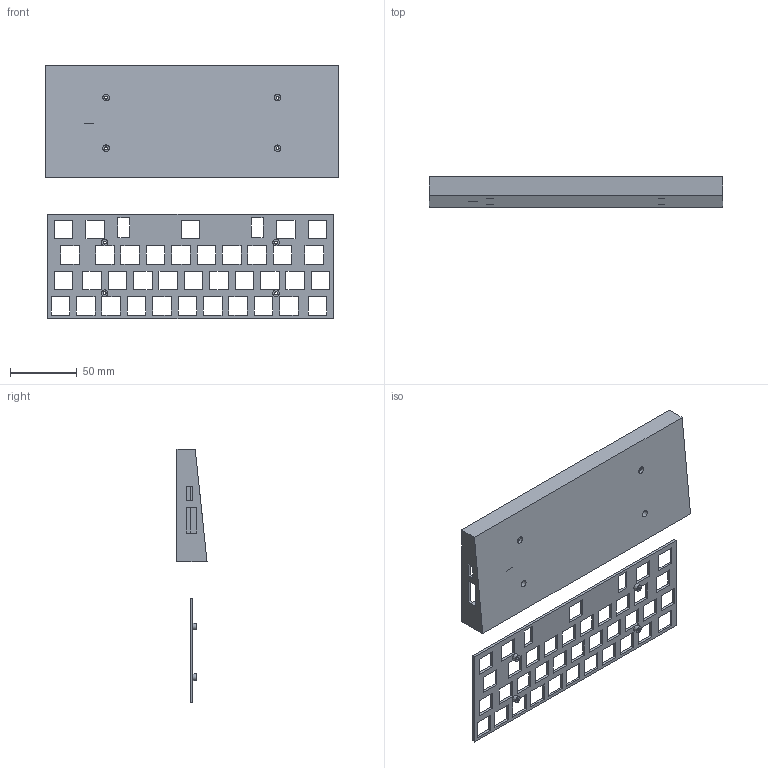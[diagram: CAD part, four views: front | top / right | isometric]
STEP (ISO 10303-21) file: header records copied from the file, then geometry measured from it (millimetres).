
FILE_DESCRIPTION(/* description */ ('','CAx-IF Rec.Pracs.---Representation and Presentation of Product Manufacturing Information (PMI)---4.0---2014-10-13'),/* implementation_level */ '2;1');
FILE_NAME(/* name */ 'cool337_case_design v2.step',/* time_stamp */ '2025-02-23T13:58:23+09:00',/* author */ (''),/* organization */ (''),/* preprocessor_version */ 'ST-DEVELOPER v20',/* originating_system */ 'Autodesk Translation Framework v13.20.0.188',/* authorisation */ '');
FILE_SCHEMA (('AP242_MANAGED_MODEL_BASED_3D_ENGINEERING_MIM_LF { 1 0 10303 442 1 1 4 }'));
Length unit declared in the file: millimetre
Products named in the file (1): cool337_case_design
Bounding box: 220.35 x 22.51 x 189.83 mm (x, y, z)
Volume: 174864.3 mm3; surface area: 79593.7 mm2
Topology: 2 solids, 2 shells, 227 faces, 644 edges, 429 vertices
Faces by surface type: plane 207, cylinder 20
Full cylindrical faces by diameter (mm): 2.2 x8, 5 x10
Entity records: 7483 total; most frequent: CARTESIAN_POINT 1301, ORIENTED_EDGE 1288, DIRECTION 1141, EDGE_CURVE 644, LINE 603, VECTOR 603, VERTEX_POINT 429, EDGE_LOOP 335
